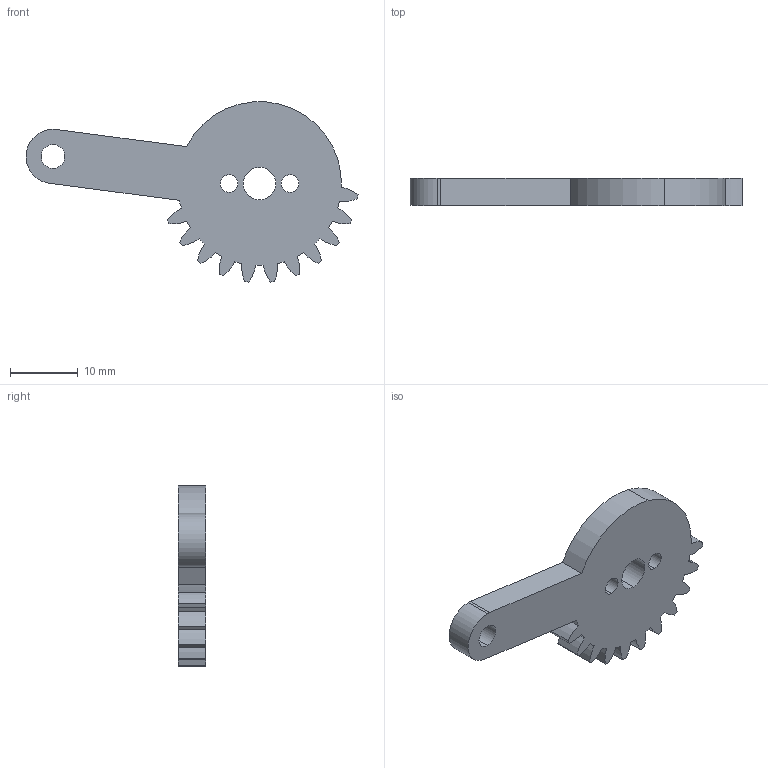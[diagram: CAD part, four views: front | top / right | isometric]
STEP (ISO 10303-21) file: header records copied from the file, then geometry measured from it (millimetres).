
FILE_DESCRIPTION (( 'STEP AP203' ), '1' );
FILE_NAME ('gear2.stp_Default_sldprt.STEP', '2022-12-24T03:26:49', ( '' ), ( '' ), 'SwSTEP 2.0', 'SolidWorks 2020', '' );
FILE_SCHEMA (( 'CONFIG_CONTROL_DESIGN' ));
Length unit declared in the file: metre
Products named in the file (1): gear2.stp_Default_sldprt
Bounding box: 49.02 x 4 x 26.59 mm (x, y, z)
Volume: 2565.9 mm3; surface area: 2102.4 mm2
Topology: 1 solids, 1 shells, 65 faces, 189 edges, 126 vertices
Faces by surface type: cylinder 60, plane 5
Entity records: 2316 total; most frequent: DIRECTION 441, CARTESIAN_POINT 381, ORIENTED_EDGE 378, EDGE_CURVE 189, AXIS2_PLACEMENT_3D 186, VERTEX_POINT 126, CIRCLE 120, EDGE_LOOP 73
